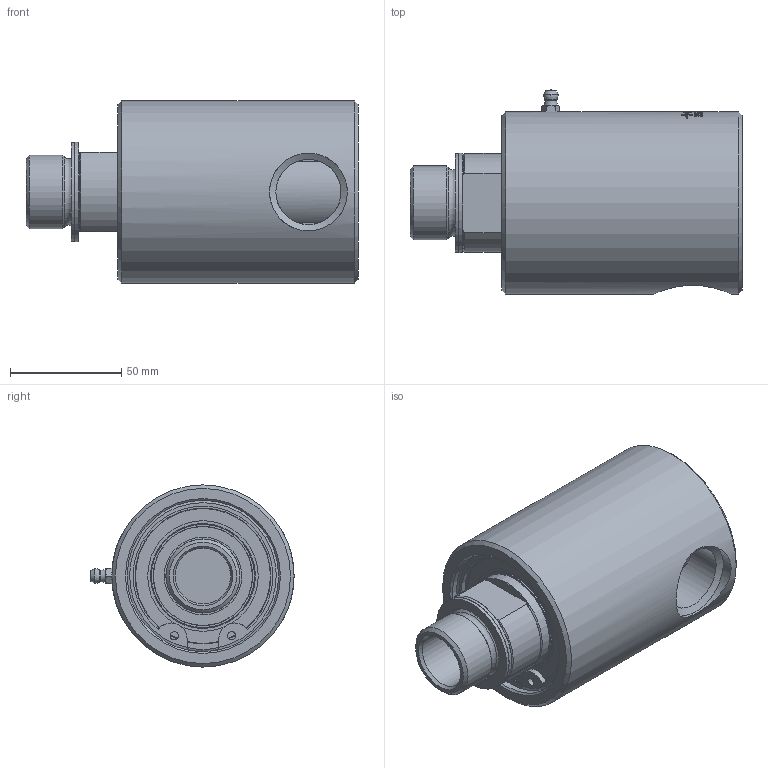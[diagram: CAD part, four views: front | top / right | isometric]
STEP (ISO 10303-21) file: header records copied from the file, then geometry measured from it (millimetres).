
FILE_DESCRIPTION((''),'2;1');
FILE_NAME('355-021-222-IC.stp','2015-04-23T11:57:25',('mvelte'),(''),'Autodesk Inventor 2013','Autodesk Inventor 2013','');
FILE_SCHEMA(('AUTOMOTIVE_DESIGN { 1 0 10303 214 1 1 1 1 }'));
Length unit declared in the file: millimetre
Products named in the file (1): 355-021-222-IC
Bounding box: 149.4 x 91.84 x 82 mm (x, y, z)
Volume: 516772.9 mm3; surface area: 62542.7 mm2
Topology: 1 solids, 2 shells, 449 faces, 1202 edges, 793 vertices
Faces by surface type: bspline 242, plane 121, cylinder 58, cone 18, torus 8, sphere 2
Full cylindrical faces by diameter (mm): 3 x1, 3.72 x2, 25 x1, 29.299 x1, 33.249 x1, 34.9 x1, 35 x1, 44.5 x1, 44.65 x2, 49.775 x1, 60.725 x1, 61.1 x1, 68 x1, 68.1 x1, 73.8 x1, 82 x1
Entity records: 58367 total; most frequent: CARTESIAN_POINT 49054, ORIENTED_EDGE 2266, EDGE_CURVE 1133, DIRECTION 1125, VERTEX_POINT 769, B_SPLINE_CURVE_WITH_KNOTS 563, EDGE_LOOP 532, FACE_OUTER_BOUND 447
